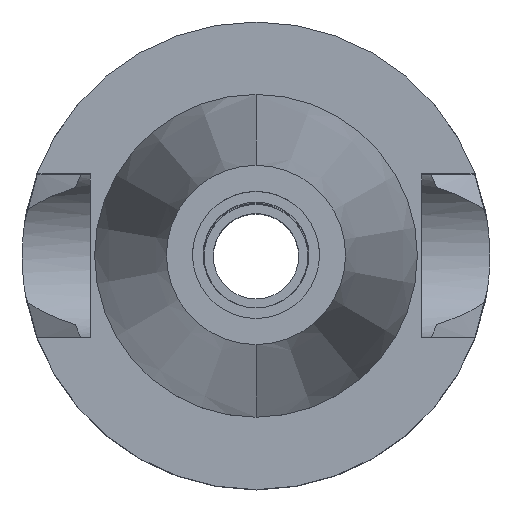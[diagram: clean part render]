
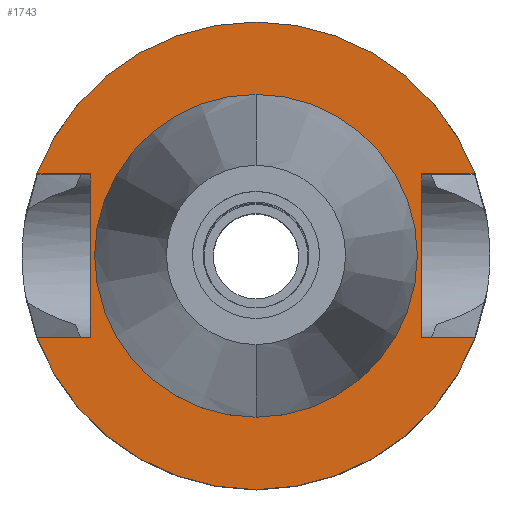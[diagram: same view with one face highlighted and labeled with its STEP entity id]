
A CAD part, top view. The second image highlights one B-rep face of the part: STEP entity #1743.
In plain terms, the highlighted planar face has unit normal (0, 0, 1).
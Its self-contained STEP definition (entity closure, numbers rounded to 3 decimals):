
#2 = AXIS2_PLACEMENT_3D ( 'NONE', #2753, #2195, #2531 ) ;
#17 = LINE ( 'NONE', #977, #180 ) ;
#28 = VERTEX_POINT ( 'NONE', #2248 ) ;
#54 = AXIS2_PLACEMENT_3D ( 'NONE', #2437, #1456, #2389 ) ;
#75 = DIRECTION ( 'NONE',  ( 0., 0., -1. ) ) ;
#88 = ORIENTED_EDGE ( 'NONE', *, *, #2898, .T. ) ;
#126 = PLANE ( 'NONE',  #2728 ) ;
#180 = VECTOR ( 'NONE', #2414, 1000. ) ;
#222 = LINE ( 'NONE', #2110, #757 ) ;
#227 = EDGE_LOOP ( 'NONE', ( #1638, #2287, #1570, #2606, #88, #682, #1676, #2980 ) ) ;
#268 = CARTESIAN_POINT ( 'NONE',  ( -16.3, 8.05, -1. ) ) ;
#273 = EDGE_CURVE ( 'NONE', #1540, #786, #897, .T. ) ;
#326 = CARTESIAN_POINT ( 'NONE',  ( 0., 0., -1. ) ) ;
#551 = CIRCLE ( 'NONE', #1604, 15.875 ) ;
#682 = ORIENTED_EDGE ( 'NONE', *, *, #2705, .F. ) ;
#757 = VECTOR ( 'NONE', #3044, 1000. ) ;
#771 = CARTESIAN_POINT ( 'NONE',  ( 0., 0., -1. ) ) ;
#786 = VERTEX_POINT ( 'NONE', #2310 ) ;
#807 = CARTESIAN_POINT ( 'NONE',  ( 16.3, 8.05, -1. ) ) ;
#810 = VERTEX_POINT ( 'NONE', #2130 ) ;
#812 = EDGE_CURVE ( 'NONE', #1133, #1712, #17, .T. ) ;
#870 = LINE ( 'NONE', #2255, #2274 ) ;
#871 = CARTESIAN_POINT ( 'NONE',  ( 16.3, 8.05, -1. ) ) ;
#897 = CIRCLE ( 'NONE', #2, 15.875 ) ;
#913 = DIRECTION ( 'NONE',  ( -1., 0., 0. ) ) ;
#951 = VERTEX_POINT ( 'NONE', #2910 ) ;
#977 = CARTESIAN_POINT ( 'NONE',  ( 16.3, 8.05, -1. ) ) ;
#1100 = CIRCLE ( 'NONE', #54, 23. ) ;
#1128 = LINE ( 'NONE', #2279, #1746 ) ;
#1133 = VERTEX_POINT ( 'NONE', #871 ) ;
#1237 = DIRECTION ( 'NONE',  ( 0., -1., 0. ) ) ;
#1241 = CARTESIAN_POINT ( 'NONE',  ( -21.545, 8.05, -1. ) ) ;
#1298 = AXIS2_PLACEMENT_3D ( 'NONE', #771, #75, #1237 ) ;
#1384 = VERTEX_POINT ( 'NONE', #1241 ) ;
#1418 = ORIENTED_EDGE ( 'NONE', *, *, #273, .F. ) ;
#1456 = DIRECTION ( 'NONE',  ( 0., 0., -1. ) ) ;
#1502 = EDGE_CURVE ( 'NONE', #1799, #3072, #2020, .T. ) ;
#1528 = DIRECTION ( 'NONE',  ( 1., 0., 0. ) ) ;
#1537 = FACE_BOUND ( 'NONE', #1951, .T. ) ;
#1540 = VERTEX_POINT ( 'NONE', #2164 ) ;
#1553 = FACE_OUTER_BOUND ( 'NONE', #227, .T. ) ;
#1570 = ORIENTED_EDGE ( 'NONE', *, *, #2511, .F. ) ;
#1604 = AXIS2_PLACEMENT_3D ( 'NONE', #1847, #2125, #2776 ) ;
#1638 = ORIENTED_EDGE ( 'NONE', *, *, #2256, .T. ) ;
#1676 = ORIENTED_EDGE ( 'NONE', *, *, #1930, .F. ) ;
#1712 = VERTEX_POINT ( 'NONE', #1936 ) ;
#1743 = ADVANCED_FACE ( 'NONE', ( #1553, #1537 ), #126, .F. ) ;
#1746 = VECTOR ( 'NONE', #913, 1000. ) ;
#1779 = LINE ( 'NONE', #807, #2342 ) ;
#1790 = DIRECTION ( 'NONE',  ( 0., -1., 0. ) ) ;
#1799 = VERTEX_POINT ( 'NONE', #2677 ) ;
#1847 = CARTESIAN_POINT ( 'NONE',  ( 0., 0., -1. ) ) ;
#1930 = EDGE_CURVE ( 'NONE', #3072, #1384, #1128, .T. ) ;
#1936 = CARTESIAN_POINT ( 'NONE',  ( 16.3, -8.05, -1. ) ) ;
#1951 = EDGE_LOOP ( 'NONE', ( #1418, #2791 ) ) ;
#1956 = DIRECTION ( 'NONE',  ( 0., 1., 0. ) ) ;
#1976 = VECTOR ( 'NONE', #1956, 1000. ) ;
#2002 = DIRECTION ( 'NONE',  ( -1., 0., 0. ) ) ;
#2020 = LINE ( 'NONE', #2258, #1976 ) ;
#2055 = EDGE_CURVE ( 'NONE', #28, #810, #2637, .T. ) ;
#2110 = CARTESIAN_POINT ( 'NONE',  ( 16.3, -8.05, -1. ) ) ;
#2125 = DIRECTION ( 'NONE',  ( 0., 0., 1. ) ) ;
#2130 = CARTESIAN_POINT ( 'NONE',  ( -21.545, -8.05, -1. ) ) ;
#2164 = CARTESIAN_POINT ( 'NONE',  ( 0., 15.875, -1. ) ) ;
#2195 = DIRECTION ( 'NONE',  ( 0., 0., 1. ) ) ;
#2248 = CARTESIAN_POINT ( 'NONE',  ( 21.545, -8.05, -1. ) ) ;
#2255 = CARTESIAN_POINT ( 'NONE',  ( -16.3, -8.05, -1. ) ) ;
#2256 = EDGE_CURVE ( 'NONE', #1799, #810, #870, .T. ) ;
#2258 = CARTESIAN_POINT ( 'NONE',  ( -16.3, -8.05, -1. ) ) ;
#2274 = VECTOR ( 'NONE', #2002, 1000. ) ;
#2279 = CARTESIAN_POINT ( 'NONE',  ( -16.3, 8.05, -1. ) ) ;
#2287 = ORIENTED_EDGE ( 'NONE', *, *, #2055, .F. ) ;
#2310 = CARTESIAN_POINT ( 'NONE',  ( 0., -15.875, -1. ) ) ;
#2342 = VECTOR ( 'NONE', #1528, 1000. ) ;
#2389 = DIRECTION ( 'NONE',  ( 0., 1., 0. ) ) ;
#2414 = DIRECTION ( 'NONE',  ( 0., -1., 0. ) ) ;
#2437 = CARTESIAN_POINT ( 'NONE',  ( 0., 0., -1. ) ) ;
#2461 = EDGE_CURVE ( 'NONE', #786, #1540, #551, .T. ) ;
#2511 = EDGE_CURVE ( 'NONE', #1712, #28, #222, .T. ) ;
#2531 = DIRECTION ( 'NONE',  ( 0., 1., 0. ) ) ;
#2606 = ORIENTED_EDGE ( 'NONE', *, *, #812, .F. ) ;
#2637 = CIRCLE ( 'NONE', #1298, 23. ) ;
#2677 = CARTESIAN_POINT ( 'NONE',  ( -16.3, -8.05, -1. ) ) ;
#2705 = EDGE_CURVE ( 'NONE', #1384, #951, #1100, .T. ) ;
#2728 = AXIS2_PLACEMENT_3D ( 'NONE', #326, #2925, #1790 ) ;
#2753 = CARTESIAN_POINT ( 'NONE',  ( 0., 0., -1. ) ) ;
#2776 = DIRECTION ( 'NONE',  ( 0., -1., 0. ) ) ;
#2791 = ORIENTED_EDGE ( 'NONE', *, *, #2461, .F. ) ;
#2898 = EDGE_CURVE ( 'NONE', #1133, #951, #1779, .T. ) ;
#2910 = CARTESIAN_POINT ( 'NONE',  ( 21.545, 8.05, -1. ) ) ;
#2925 = DIRECTION ( 'NONE',  ( 0., 0., -1. ) ) ;
#2980 = ORIENTED_EDGE ( 'NONE', *, *, #1502, .F. ) ;
#3044 = DIRECTION ( 'NONE',  ( 1., 0., 0. ) ) ;
#3072 = VERTEX_POINT ( 'NONE', #268 ) ;
